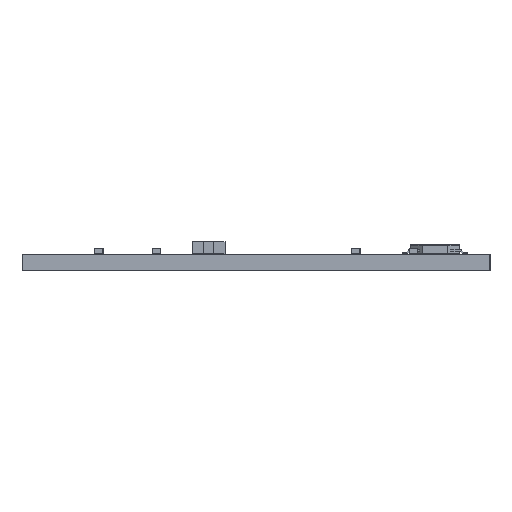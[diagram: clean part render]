
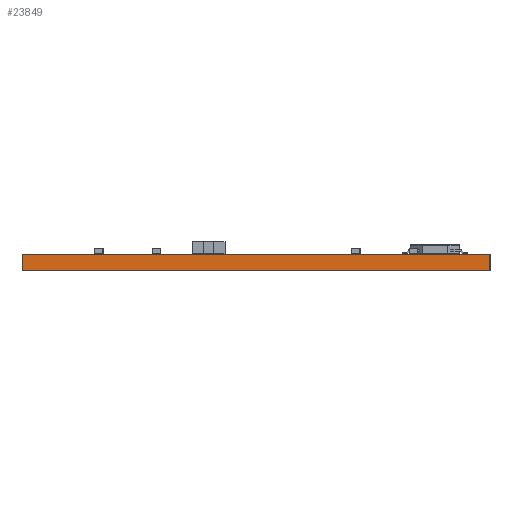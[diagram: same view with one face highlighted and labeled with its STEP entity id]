
A CAD part, left-side view. The second image highlights one B-rep face of the part: STEP entity #23849.
In plain terms, the highlighted planar face has unit normal (-1, 0, 0).
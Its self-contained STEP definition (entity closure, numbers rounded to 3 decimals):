
#7600 = PLANE('',#7601);
#7601 = AXIS2_PLACEMENT_3D('',#7602,#7603,#7604);
#7602 = CARTESIAN_POINT('',(150.05,-74.488,1.58));
#7603 = DIRECTION('',(-0.,-0.,-1.));
#7604 = DIRECTION('',(-1.,0.,0.));
#7654 = PLANE('',#7655);
#7655 = AXIS2_PLACEMENT_3D('',#7656,#7657,#7658);
#7656 = CARTESIAN_POINT('',(150.05,-74.488,0.));
#7657 = DIRECTION('',(-0.,-0.,-1.));
#7658 = DIRECTION('',(-1.,0.,0.));
#7687 = PLANE('',#7688);
#7688 = AXIS2_PLACEMENT_3D('',#7689,#7690,#7691);
#7689 = CARTESIAN_POINT('',(114.3,-50.8,0.));
#7690 = DIRECTION('',(0.,1.,0.));
#7691 = DIRECTION('',(1.,0.,0.));
#8603 = VERTEX_POINT('',#8604);
#8604 = CARTESIAN_POINT('',(114.3,-96.52,0.));
#8618 = PLANE('',#8619);
#8619 = AXIS2_PLACEMENT_3D('',#8620,#8621,#8622);
#8620 = CARTESIAN_POINT('',(158.16,-96.52,0.));
#8621 = DIRECTION('',(0.,-1.,0.));
#8622 = DIRECTION('',(-1.,0.,0.));
#8630 = EDGE_CURVE('',#8603,#8631,#8633,.T.);
#8631 = VERTEX_POINT('',#8632);
#8632 = CARTESIAN_POINT('',(114.3,-50.8,0.));
#8633 = SURFACE_CURVE('',#8634,(#8638,#8645),.PCURVE_S1.);
#8634 = LINE('',#8635,#8636);
#8635 = CARTESIAN_POINT('',(114.3,-96.52,0.));
#8636 = VECTOR('',#8637,1.);
#8637 = DIRECTION('',(0.,1.,0.));
#8638 = PCURVE('',#7654,#8639);
#8639 = DEFINITIONAL_REPRESENTATION('',(#8640),#8644);
#8640 = LINE('',#8641,#8642);
#8641 = CARTESIAN_POINT('',(35.75,-22.032));
#8642 = VECTOR('',#8643,1.);
#8643 = DIRECTION('',(0.,1.));
#8644 = ( GEOMETRIC_REPRESENTATION_CONTEXT(2) 
PARAMETRIC_REPRESENTATION_CONTEXT() REPRESENTATION_CONTEXT('2D SPACE',''
  ) );
#8645 = PCURVE('',#8646,#8651);
#8646 = PLANE('',#8647);
#8647 = AXIS2_PLACEMENT_3D('',#8648,#8649,#8650);
#8648 = CARTESIAN_POINT('',(114.3,-96.52,0.));
#8649 = DIRECTION('',(-1.,0.,0.));
#8650 = DIRECTION('',(0.,1.,0.));
#8651 = DEFINITIONAL_REPRESENTATION('',(#8652),#8656);
#8652 = LINE('',#8653,#8654);
#8653 = CARTESIAN_POINT('',(0.,0.));
#8654 = VECTOR('',#8655,1.);
#8655 = DIRECTION('',(1.,0.));
#8656 = ( GEOMETRIC_REPRESENTATION_CONTEXT(2) 
PARAMETRIC_REPRESENTATION_CONTEXT() REPRESENTATION_CONTEXT('2D SPACE',''
  ) );
#17207 = VERTEX_POINT('',#17208);
#17208 = CARTESIAN_POINT('',(114.3,-96.52,1.58));
#17229 = EDGE_CURVE('',#17207,#17230,#17232,.T.);
#17230 = VERTEX_POINT('',#17231);
#17231 = CARTESIAN_POINT('',(114.3,-50.8,1.58));
#17232 = SURFACE_CURVE('',#17233,(#17237,#17244),.PCURVE_S1.);
#17233 = LINE('',#17234,#17235);
#17234 = CARTESIAN_POINT('',(114.3,-96.52,1.58));
#17235 = VECTOR('',#17236,1.);
#17236 = DIRECTION('',(0.,1.,0.));
#17237 = PCURVE('',#7600,#17238);
#17238 = DEFINITIONAL_REPRESENTATION('',(#17239),#17243);
#17239 = LINE('',#17240,#17241);
#17240 = CARTESIAN_POINT('',(35.75,-22.032));
#17241 = VECTOR('',#17242,1.);
#17242 = DIRECTION('',(0.,1.));
#17243 = ( GEOMETRIC_REPRESENTATION_CONTEXT(2) 
PARAMETRIC_REPRESENTATION_CONTEXT() REPRESENTATION_CONTEXT('2D SPACE',''
  ) );
#17244 = PCURVE('',#8646,#17245);
#17245 = DEFINITIONAL_REPRESENTATION('',(#17246),#17250);
#17246 = LINE('',#17247,#17248);
#17247 = CARTESIAN_POINT('',(0.,-1.58));
#17248 = VECTOR('',#17249,1.);
#17249 = DIRECTION('',(1.,0.));
#17250 = ( GEOMETRIC_REPRESENTATION_CONTEXT(2) 
PARAMETRIC_REPRESENTATION_CONTEXT() REPRESENTATION_CONTEXT('2D SPACE',''
  ) );
#23799 = EDGE_CURVE('',#8631,#17230,#23800,.T.);
#23800 = SURFACE_CURVE('',#23801,(#23805,#23812),.PCURVE_S1.);
#23801 = LINE('',#23802,#23803);
#23802 = CARTESIAN_POINT('',(114.3,-50.8,0.));
#23803 = VECTOR('',#23804,1.);
#23804 = DIRECTION('',(0.,0.,1.));
#23805 = PCURVE('',#7687,#23806);
#23806 = DEFINITIONAL_REPRESENTATION('',(#23807),#23811);
#23807 = LINE('',#23808,#23809);
#23808 = CARTESIAN_POINT('',(0.,0.));
#23809 = VECTOR('',#23810,1.);
#23810 = DIRECTION('',(0.,-1.));
#23811 = ( GEOMETRIC_REPRESENTATION_CONTEXT(2) 
PARAMETRIC_REPRESENTATION_CONTEXT() REPRESENTATION_CONTEXT('2D SPACE',''
  ) );
#23812 = PCURVE('',#8646,#23813);
#23813 = DEFINITIONAL_REPRESENTATION('',(#23814),#23818);
#23814 = LINE('',#23815,#23816);
#23815 = CARTESIAN_POINT('',(45.72,0.));
#23816 = VECTOR('',#23817,1.);
#23817 = DIRECTION('',(0.,-1.));
#23818 = ( GEOMETRIC_REPRESENTATION_CONTEXT(2) 
PARAMETRIC_REPRESENTATION_CONTEXT() REPRESENTATION_CONTEXT('2D SPACE',''
  ) );
#23849 = ADVANCED_FACE('',(#23850),#8646,.T.);
#23850 = FACE_BOUND('',#23851,.T.);
#23851 = EDGE_LOOP('',(#23852,#23873,#23874,#23875));
#23852 = ORIENTED_EDGE('',*,*,#23853,.T.);
#23853 = EDGE_CURVE('',#8603,#17207,#23854,.T.);
#23854 = SURFACE_CURVE('',#23855,(#23859,#23866),.PCURVE_S1.);
#23855 = LINE('',#23856,#23857);
#23856 = CARTESIAN_POINT('',(114.3,-96.52,0.));
#23857 = VECTOR('',#23858,1.);
#23858 = DIRECTION('',(0.,0.,1.));
#23859 = PCURVE('',#8646,#23860);
#23860 = DEFINITIONAL_REPRESENTATION('',(#23861),#23865);
#23861 = LINE('',#23862,#23863);
#23862 = CARTESIAN_POINT('',(0.,0.));
#23863 = VECTOR('',#23864,1.);
#23864 = DIRECTION('',(0.,-1.));
#23865 = ( GEOMETRIC_REPRESENTATION_CONTEXT(2) 
PARAMETRIC_REPRESENTATION_CONTEXT() REPRESENTATION_CONTEXT('2D SPACE',''
  ) );
#23866 = PCURVE('',#8618,#23867);
#23867 = DEFINITIONAL_REPRESENTATION('',(#23868),#23872);
#23868 = LINE('',#23869,#23870);
#23869 = CARTESIAN_POINT('',(43.86,0.));
#23870 = VECTOR('',#23871,1.);
#23871 = DIRECTION('',(0.,-1.));
#23872 = ( GEOMETRIC_REPRESENTATION_CONTEXT(2) 
PARAMETRIC_REPRESENTATION_CONTEXT() REPRESENTATION_CONTEXT('2D SPACE',''
  ) );
#23873 = ORIENTED_EDGE('',*,*,#17229,.T.);
#23874 = ORIENTED_EDGE('',*,*,#23799,.F.);
#23875 = ORIENTED_EDGE('',*,*,#8630,.F.);
